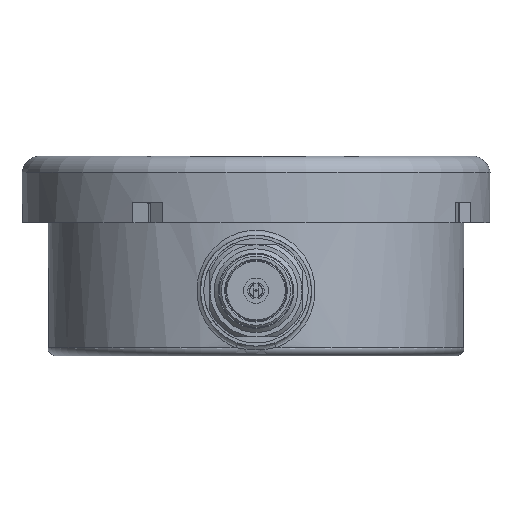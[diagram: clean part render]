
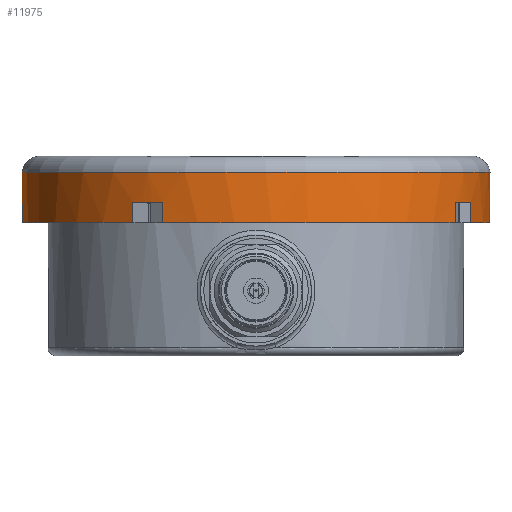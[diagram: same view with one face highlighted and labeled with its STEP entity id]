
A CAD part, front view. The second image highlights one B-rep face of the part: STEP entity #11975.
In plain terms, the highlighted cylindrical face has radius 56 mm (diameter 112 mm), a full revolution.
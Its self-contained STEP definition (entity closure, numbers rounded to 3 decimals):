
#558=CIRCLE('',#12864,56.);
#559=CIRCLE('',#12865,56.);
#573=CIRCLE('',#12885,56.);
#574=CIRCLE('',#12886,56.);
#575=CIRCLE('',#12887,56.);
#576=CIRCLE('',#12888,56.);
#577=CIRCLE('',#12889,56.);
#578=CIRCLE('',#12890,56.);
#579=CIRCLE('',#12891,56.);
#580=CIRCLE('',#12892,56.);
#581=CIRCLE('',#12893,56.);
#781=CYLINDRICAL_SURFACE('',#12884,56.);
#1339=FACE_OUTER_BOUND('',#2073,.T.);
#2073=EDGE_LOOP('',(#10222,#10223,#10224,#10225,#10226,#10227,#10228,#10229,
#10230,#10231,#10232,#10233,#10234,#10235,#10236,#10237,#10238,#10239,#10240,
#10241,#10242));
#3247=LINE('',#23320,#4450);
#3248=LINE('',#23324,#4451);
#3249=LINE('',#23328,#4452);
#3250=LINE('',#23332,#4453);
#3251=LINE('',#23336,#4454);
#3252=LINE('',#23340,#4455);
#3253=LINE('',#23344,#4456);
#3254=LINE('',#23348,#4457);
#3255=LINE('',#23352,#4458);
#4450=VECTOR('',#15676,56.);
#4451=VECTOR('',#15679,1000.);
#4452=VECTOR('',#15682,1000.);
#4453=VECTOR('',#15685,1000.);
#4454=VECTOR('',#15688,1000.);
#4455=VECTOR('',#15691,1000.);
#4456=VECTOR('',#15694,1000.);
#4457=VECTOR('',#15697,1000.);
#4458=VECTOR('',#15700,1000.);
#5565=VERTEX_POINT('',#23282);
#5566=VERTEX_POINT('',#23284);
#5577=VERTEX_POINT('',#23319);
#5578=VERTEX_POINT('',#23321);
#5579=VERTEX_POINT('',#23323);
#5580=VERTEX_POINT('',#23325);
#5581=VERTEX_POINT('',#23327);
#5582=VERTEX_POINT('',#23329);
#5583=VERTEX_POINT('',#23331);
#5584=VERTEX_POINT('',#23333);
#5585=VERTEX_POINT('',#23335);
#5586=VERTEX_POINT('',#23337);
#5587=VERTEX_POINT('',#23339);
#5588=VERTEX_POINT('',#23341);
#5589=VERTEX_POINT('',#23343);
#5590=VERTEX_POINT('',#23345);
#5591=VERTEX_POINT('',#23347);
#5592=VERTEX_POINT('',#23349);
#5593=VERTEX_POINT('',#23351);
#7153=EDGE_CURVE('',#5565,#5566,#558,.T.);
#7154=EDGE_CURVE('',#5566,#5565,#559,.T.);
#7171=EDGE_CURVE('',#5565,#5577,#3247,.T.);
#7172=EDGE_CURVE('',#5578,#5577,#573,.T.);
#7173=EDGE_CURVE('',#5578,#5579,#3248,.T.);
#7174=EDGE_CURVE('',#5579,#5580,#574,.T.);
#7175=EDGE_CURVE('',#5581,#5580,#3249,.T.);
#7176=EDGE_CURVE('',#5582,#5581,#575,.T.);
#7177=EDGE_CURVE('',#5582,#5583,#3250,.T.);
#7178=EDGE_CURVE('',#5583,#5584,#576,.T.);
#7179=EDGE_CURVE('',#5585,#5584,#3251,.T.);
#7180=EDGE_CURVE('',#5586,#5585,#577,.T.);
#7181=EDGE_CURVE('',#5586,#5587,#3252,.T.);
#7182=EDGE_CURVE('',#5587,#5588,#578,.T.);
#7183=EDGE_CURVE('',#5589,#5588,#3253,.T.);
#7184=EDGE_CURVE('',#5590,#5589,#579,.T.);
#7185=EDGE_CURVE('',#5590,#5591,#3254,.T.);
#7186=EDGE_CURVE('',#5591,#5592,#580,.T.);
#7187=EDGE_CURVE('',#5593,#5592,#3255,.T.);
#7188=EDGE_CURVE('',#5577,#5593,#581,.T.);
#10222=ORIENTED_EDGE('',*,*,#7154,.F.);
#10223=ORIENTED_EDGE('',*,*,#7153,.F.);
#10224=ORIENTED_EDGE('',*,*,#7171,.T.);
#10225=ORIENTED_EDGE('',*,*,#7172,.F.);
#10226=ORIENTED_EDGE('',*,*,#7173,.T.);
#10227=ORIENTED_EDGE('',*,*,#7174,.T.);
#10228=ORIENTED_EDGE('',*,*,#7175,.F.);
#10229=ORIENTED_EDGE('',*,*,#7176,.F.);
#10230=ORIENTED_EDGE('',*,*,#7177,.T.);
#10231=ORIENTED_EDGE('',*,*,#7178,.T.);
#10232=ORIENTED_EDGE('',*,*,#7179,.F.);
#10233=ORIENTED_EDGE('',*,*,#7180,.F.);
#10234=ORIENTED_EDGE('',*,*,#7181,.T.);
#10235=ORIENTED_EDGE('',*,*,#7182,.T.);
#10236=ORIENTED_EDGE('',*,*,#7183,.F.);
#10237=ORIENTED_EDGE('',*,*,#7184,.F.);
#10238=ORIENTED_EDGE('',*,*,#7185,.T.);
#10239=ORIENTED_EDGE('',*,*,#7186,.T.);
#10240=ORIENTED_EDGE('',*,*,#7187,.F.);
#10241=ORIENTED_EDGE('',*,*,#7188,.F.);
#10242=ORIENTED_EDGE('',*,*,#7171,.F.);
#11975=ADVANCED_FACE('',(#1339),#781,.T.);
#12864=AXIS2_PLACEMENT_3D('',#23285,#15631,#15632);
#12865=AXIS2_PLACEMENT_3D('',#23286,#15633,#15634);
#12884=AXIS2_PLACEMENT_3D('',#23318,#15674,#15675);
#12885=AXIS2_PLACEMENT_3D('',#23322,#15677,#15678);
#12886=AXIS2_PLACEMENT_3D('',#23326,#15680,#15681);
#12887=AXIS2_PLACEMENT_3D('',#23330,#15683,#15684);
#12888=AXIS2_PLACEMENT_3D('',#23334,#15686,#15687);
#12889=AXIS2_PLACEMENT_3D('',#23338,#15689,#15690);
#12890=AXIS2_PLACEMENT_3D('',#23342,#15692,#15693);
#12891=AXIS2_PLACEMENT_3D('',#23346,#15695,#15696);
#12892=AXIS2_PLACEMENT_3D('',#23350,#15698,#15699);
#12893=AXIS2_PLACEMENT_3D('',#23353,#15701,#15702);
#15631=DIRECTION('center_axis',(0.,0.,
1.));
#15632=DIRECTION('ref_axis',(-0.463,-0.886,0.));
#15633=DIRECTION('center_axis',(0.,0.,
1.));
#15634=DIRECTION('ref_axis',(-0.463,-0.886,0.));
#15674=DIRECTION('center_axis',(0.,0.,
1.));
#15675=DIRECTION('ref_axis',(-0.463,-0.886,0.));
#15676=DIRECTION('',(0.,0.,-1.));
#15677=DIRECTION('center_axis',(0.,0.,
-1.));
#15678=DIRECTION('ref_axis',(-0.463,-0.886,0.));
#15679=DIRECTION('',(0.,0.,-1.));
#15680=DIRECTION('center_axis',(0.,0.,
1.));
#15681=DIRECTION('ref_axis',(-0.463,-0.886,0.));
#15682=DIRECTION('',(0.,0.,-1.));
#15683=DIRECTION('center_axis',(0.,0.,
-1.));
#15684=DIRECTION('ref_axis',(0.886,-0.463,0.));
#15685=DIRECTION('',(0.,0.,-1.));
#15686=DIRECTION('center_axis',(0.,0.,
1.));
#15687=DIRECTION('ref_axis',(-0.463,-0.886,0.));
#15688=DIRECTION('',(0.,0.,-1.));
#15689=DIRECTION('center_axis',(0.,0.,
-1.));
#15690=DIRECTION('ref_axis',(0.463,0.886,0.));
#15691=DIRECTION('',(0.,0.,-1.));
#15692=DIRECTION('center_axis',(0.,0.,
1.));
#15693=DIRECTION('ref_axis',(-0.463,-0.886,0.));
#15694=DIRECTION('',(0.,0.,-1.));
#15695=DIRECTION('center_axis',(0.,0.,
-1.));
#15696=DIRECTION('ref_axis',(-0.886,0.463,0.));
#15697=DIRECTION('',(0.,0.,-1.));
#15698=DIRECTION('center_axis',(0.,0.,
1.));
#15699=DIRECTION('ref_axis',(-0.463,-0.886,0.));
#15700=DIRECTION('',(0.,0.,-1.));
#15701=DIRECTION('center_axis',(0.,0.,
-1.));
#15702=DIRECTION('ref_axis',(-0.463,-0.886,0.));
#23282=CARTESIAN_POINT('',(-1580.542,-586.786,28.374));
#23284=CARTESIAN_POINT('',(-1632.452,-686.029,28.374));
#23285=CARTESIAN_POINT('Origin',(-1606.497,-636.407,28.374));
#23286=CARTESIAN_POINT('Origin',(-1606.497,-636.407,28.374));
#23318=CARTESIAN_POINT('Origin',(-1606.497,-636.407,32.2));
#23319=CARTESIAN_POINT('',(-1580.542,-586.786,21.2));
#23320=CARTESIAN_POINT('',(-1580.542,-586.786,32.2));
#23321=CARTESIAN_POINT('',(-1584.152,-585.059,21.2));
#23322=CARTESIAN_POINT('Origin',(-1606.497,-636.407,21.2));
#23323=CARTESIAN_POINT('',(-1584.152,-585.059,16.2));
#23324=CARTESIAN_POINT('',(-1584.152,-585.059,21.2));
#23325=CARTESIAN_POINT('',(-1654.138,-606.974,16.2));
#23326=CARTESIAN_POINT('Origin',(-1606.497,-636.407,16.2));
#23327=CARTESIAN_POINT('',(-1654.138,-606.974,21.2));
#23328=CARTESIAN_POINT('',(-1654.138,-606.974,21.2));
#23329=CARTESIAN_POINT('',(-1657.846,-614.063,21.2));
#23330=CARTESIAN_POINT('Origin',(-1606.497,-636.407,21.2));
#23331=CARTESIAN_POINT('',(-1657.846,-614.063,16.2));
#23332=CARTESIAN_POINT('',(-1657.846,-614.063,21.2));
#23333=CARTESIAN_POINT('',(-1635.931,-684.048,16.2));
#23334=CARTESIAN_POINT('Origin',(-1606.497,-636.407,16.2));
#23335=CARTESIAN_POINT('',(-1635.931,-684.048,21.2));
#23336=CARTESIAN_POINT('',(-1635.931,-684.048,21.2));
#23337=CARTESIAN_POINT('',(-1628.842,-687.756,21.2));
#23338=CARTESIAN_POINT('Origin',(-1606.497,-636.407,21.2));
#23339=CARTESIAN_POINT('',(-1628.842,-687.756,16.2));
#23340=CARTESIAN_POINT('',(-1628.842,-687.756,21.2));
#23341=CARTESIAN_POINT('',(-1558.856,-665.841,16.2));
#23342=CARTESIAN_POINT('Origin',(-1606.497,-636.407,16.2));
#23343=CARTESIAN_POINT('',(-1558.856,-665.841,21.2));
#23344=CARTESIAN_POINT('',(-1558.856,-665.841,21.2));
#23345=CARTESIAN_POINT('',(-1555.148,-658.752,21.2));
#23346=CARTESIAN_POINT('Origin',(-1606.497,-636.407,21.2));
#23347=CARTESIAN_POINT('',(-1555.148,-658.752,16.2));
#23348=CARTESIAN_POINT('',(-1555.148,-658.752,21.2));
#23349=CARTESIAN_POINT('',(-1577.063,-588.766,16.2));
#23350=CARTESIAN_POINT('Origin',(-1606.497,-636.407,16.2));
#23351=CARTESIAN_POINT('',(-1577.063,-588.766,21.2));
#23352=CARTESIAN_POINT('',(-1577.063,-588.766,21.2));
#23353=CARTESIAN_POINT('Origin',(-1606.497,-636.407,21.2));
